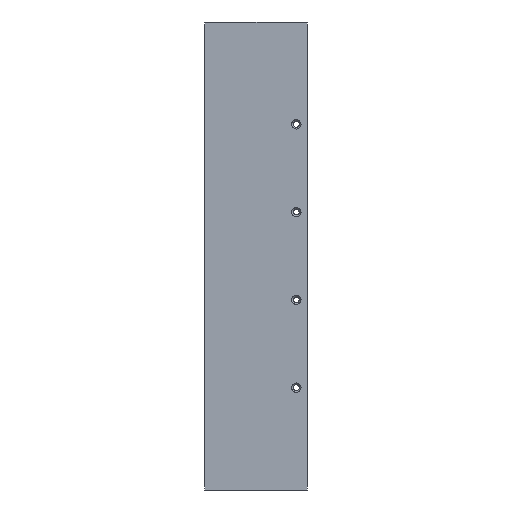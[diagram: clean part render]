
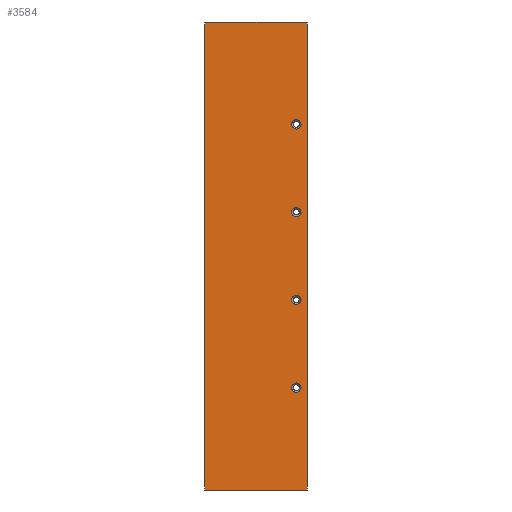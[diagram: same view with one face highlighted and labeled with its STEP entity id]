
A CAD part, left-side view. The second image highlights one B-rep face of the part: STEP entity #3584.
In plain terms, the highlighted planar face has unit normal (-1, 0, 0).
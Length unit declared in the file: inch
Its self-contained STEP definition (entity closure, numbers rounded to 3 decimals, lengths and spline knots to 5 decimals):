
#100=LINE('',#5276,#180);
#169=LINE('',#6532,#249);
#173=LINE('',#6617,#253);
#174=LINE('',#6619,#254);
#180=VECTOR('',#4150,0.3937);
#249=VECTOR('',#5117,0.3937);
#253=VECTOR('',#5233,0.3937);
#254=VECTOR('',#5236,0.3937);
#275=PLANE('',#4113);
#597=FACE_BOUND('',#1395,.T.);
#598=FACE_BOUND('',#1396,.T.);
#599=FACE_BOUND('',#1397,.T.);
#600=FACE_BOUND('',#1398,.T.);
#848=FACE_OUTER_BOUND('',#1394,.T.);
#1394=EDGE_LOOP('',(#3181,#3182,#3183,#3184));
#1395=EDGE_LOOP('',(#3185));
#1396=EDGE_LOOP('',(#3186));
#1397=EDGE_LOOP('',(#3187));
#1398=EDGE_LOOP('',(#3188));
#1584=CIRCLE('',#3837,0.08);
#1587=CIRCLE('',#3843,0.08);
#1589=CIRCLE('',#3847,0.08);
#1664=CIRCLE('',#4001,0.08);
#1732=VERTEX_POINT('',#5272);
#1734=VERTEX_POINT('',#5275);
#1915=VERTEX_POINT('',#5748);
#1920=VERTEX_POINT('',#5813);
#1924=VERTEX_POINT('',#5897);
#2001=VERTEX_POINT('',#6337);
#2033=VERTEX_POINT('',#6530);
#2058=VERTEX_POINT('',#6615);
#2074=EDGE_CURVE('',#1732,#1734,#100,.T.);
#2288=EDGE_CURVE('',#1915,#1915,#1584,.T.);
#2293=EDGE_CURVE('',#1920,#1920,#1587,.T.);
#2297=EDGE_CURVE('',#1924,#1924,#1589,.T.);
#2379=EDGE_CURVE('',#2001,#2001,#1664,.T.);
#2415=EDGE_CURVE('',#2033,#1732,#169,.T.);
#2445=EDGE_CURVE('',#2033,#2058,#173,.T.);
#2446=EDGE_CURVE('',#1734,#2058,#174,.T.);
#3181=ORIENTED_EDGE('',*,*,#2415,.F.);
#3182=ORIENTED_EDGE('',*,*,#2445,.T.);
#3183=ORIENTED_EDGE('',*,*,#2446,.F.);
#3184=ORIENTED_EDGE('',*,*,#2074,.F.);
#3185=ORIENTED_EDGE('',*,*,#2288,.T.);
#3186=ORIENTED_EDGE('',*,*,#2293,.T.);
#3187=ORIENTED_EDGE('',*,*,#2297,.T.);
#3188=ORIENTED_EDGE('',*,*,#2379,.T.);
#3584=ADVANCED_FACE('',(#848,#597,#598,#599,#600),#275,.T.);
#3837=AXIS2_PLACEMENT_3D('',#5749,#4671,#4672);
#3843=AXIS2_PLACEMENT_3D('',#5814,#4683,#4684);
#3847=AXIS2_PLACEMENT_3D('',#5898,#4691,#4692);
#4001=AXIS2_PLACEMENT_3D('',#6338,#4999,#5000);
#4113=AXIS2_PLACEMENT_3D('',#6618,#5234,#5235);
#4150=DIRECTION('',(0.,1.,0.));
#4671=DIRECTION('center_axis',(1.,0.,0.));
#4672=DIRECTION('ref_axis',(0.,0.,1.));
#4683=DIRECTION('center_axis',(1.,0.,0.));
#4684=DIRECTION('ref_axis',(0.,0.,1.));
#4691=DIRECTION('center_axis',(1.,0.,0.));
#4692=DIRECTION('ref_axis',(0.,0.,1.));
#4999=DIRECTION('center_axis',(1.,0.,0.));
#5000=DIRECTION('ref_axis',(0.,0.,1.));
#5117=DIRECTION('',(0.,0.,-1.));
#5233=DIRECTION('',(0.,1.,0.));
#5234=DIRECTION('center_axis',(-1.,0.,0.));
#5235=DIRECTION('ref_axis',(0.,0.,1.));
#5236=DIRECTION('',(0.,0.,1.));
#5272=CARTESIAN_POINT('',(-7.43637,0.,-10.80406));
#5275=CARTESIAN_POINT('',(-7.43637,1.75,-10.80406));
#5276=CARTESIAN_POINT('',(-7.43637,0.,-10.80406));
#5748=CARTESIAN_POINT('',(-7.43637,0.185,-8.97406));
#5749=CARTESIAN_POINT('Origin',(-7.43637,0.185,-9.05406));
#5813=CARTESIAN_POINT('',(-7.43637,0.185,-7.47406));
#5814=CARTESIAN_POINT('Origin',(-7.43637,0.185,-7.55406));
#5897=CARTESIAN_POINT('',(-7.43637,0.185,-5.97406));
#5898=CARTESIAN_POINT('Origin',(-7.43637,0.185,-6.05406));
#6337=CARTESIAN_POINT('',(-7.43637,0.185,-4.47406));
#6338=CARTESIAN_POINT('Origin',(-7.43637,0.185,-4.55406));
#6530=CARTESIAN_POINT('',(-7.43637,0.,-2.80406));
#6532=CARTESIAN_POINT('',(-7.43637,0.,-2.80406));
#6615=CARTESIAN_POINT('',(-7.43637,1.75,-2.80406));
#6617=CARTESIAN_POINT('',(-7.43637,0.,-2.80406));
#6618=CARTESIAN_POINT('Origin',(-7.43637,0.,-10.80406));
#6619=CARTESIAN_POINT('',(-7.43637,1.75,-2.80406));
